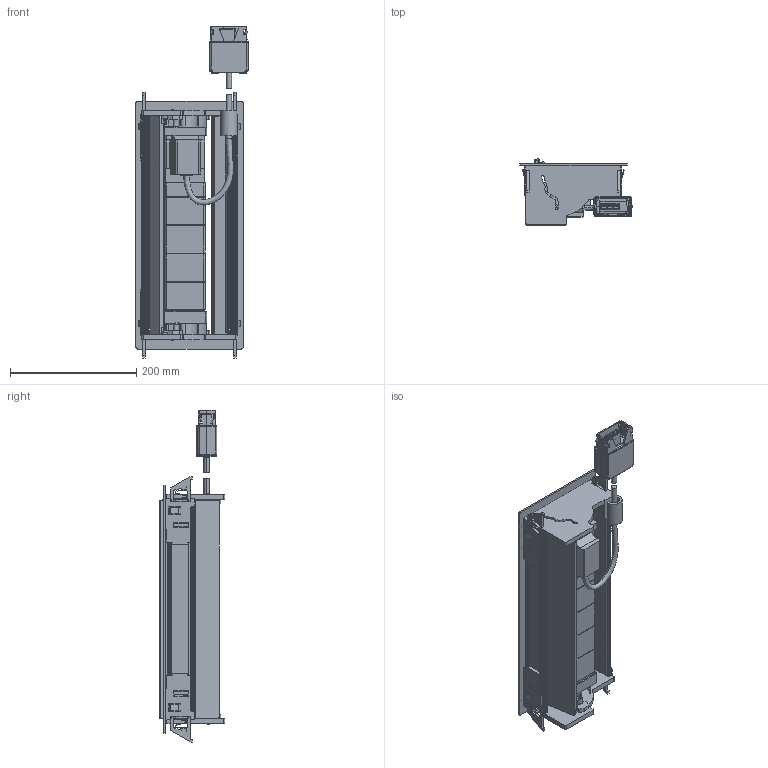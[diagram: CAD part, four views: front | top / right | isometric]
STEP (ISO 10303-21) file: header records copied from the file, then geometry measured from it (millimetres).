
FILE_DESCRIPTION(('CATIA V5 STEP Exchange','CAx-IF Rec.Pracs.--- Model Styling and Organization---1.5--- 2016-08-15','CAx-IF Rec.Pracs.---Supplemental Geometry---1.0---2011-11-01','CAx-IF Rec.Pracs.--- Composite Materials ---1.1---2010-07-15'),'2;1');
FILE_NAME('LG-654968_AllCATPart.stp','2023-10-04T12:43:36+00:00',('none'),('none'),'CATIA Version 5-6 Release 2020 SP3','CATIA V5 STEP AP214 v2','none');
FILE_SCHEMA(('AUTOMOTIVE_DESIGN { 1 0 10303 214 1 1 1 1 }'));
Products named in the file (1): LG-654968_AllCATPart
Bounding box: 177.89 x 104.57 x 526.28 mm (x, y, z)
Volume: 1073652.8 mm3; surface area: 768069.3 mm2
Topology: 57 solids, 57 shells, 2930 faces, 7926 edges, 5082 vertices
Faces by surface type: plane 1950, cylinder 804, sphere 76, bspline 66, cone 14, extrusion 12, torus 8
Entity records: 92655 total; most frequent: CARTESIAN_POINT 22789, ORIENTED_EDGE 15708, DIRECTION 11993, EDGE_CURVE 7854, VECTOR 5759, LINE 5747, VERTEX_POINT 5082, AXIS2_PLACEMENT_3D 3761
